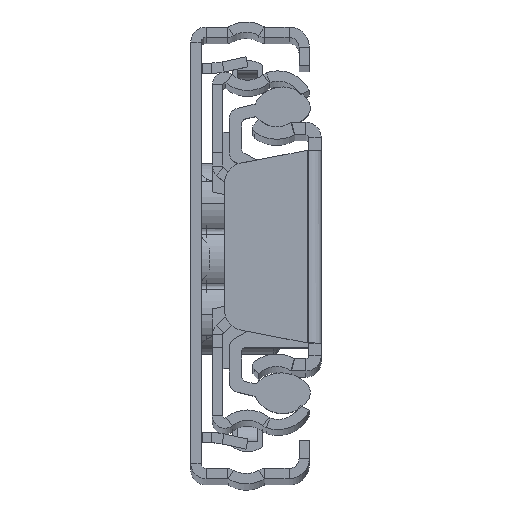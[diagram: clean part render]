
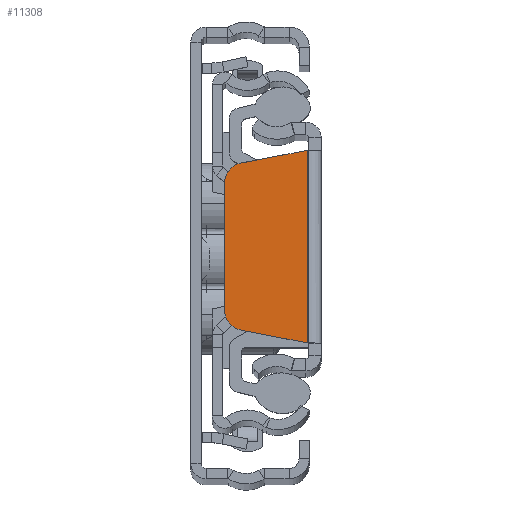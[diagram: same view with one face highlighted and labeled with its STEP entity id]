
A CAD part, top view. The second image highlights one B-rep face of the part: STEP entity #11308.
In plain terms, the highlighted planar face has unit normal (0, 0, 1).
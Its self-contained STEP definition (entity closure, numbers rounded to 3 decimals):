
#485 = CARTESIAN_POINT ( 'NONE',  ( -7.778, -8.147, 0. ) ) ;
#605 = VECTOR ( 'NONE', #2170, 1000. ) ;
#1033 = DIRECTION ( 'NONE',  ( 0.982, -0.189, 0. ) ) ;
#2085 = DIRECTION ( 'NONE',  ( -1., 0., 0. ) ) ;
#2170 = DIRECTION ( 'NONE',  ( 0., -1., 0. ) ) ;
#2595 = VERTEX_POINT ( 'NONE', #21822 ) ;
#2758 = CIRCLE ( 'NONE', #18538, 2. ) ;
#3136 = ORIENTED_EDGE ( 'NONE', *, *, #11355, .T. ) ;
#3175 = CIRCLE ( 'NONE', #4947, 2. ) ;
#3560 = ORIENTED_EDGE ( 'NONE', *, *, #9364, .T. ) ;
#3634 = CARTESIAN_POINT ( 'NONE',  ( -9.401, 0., 0. ) ) ;
#3759 = CARTESIAN_POINT ( 'NONE',  ( -1.36, -9.379, 0. ) ) ;
#3955 = LINE ( 'NONE', #3634, #7291 ) ;
#3971 = ORIENTED_EDGE ( 'NONE', *, *, #8375, .T. ) ;
#4391 = DIRECTION ( 'NONE',  ( -0.982, -0.189, 0. ) ) ;
#4947 = AXIS2_PLACEMENT_3D ( 'NONE', #9510, #11070, #5923 ) ;
#5019 = VERTEX_POINT ( 'NONE', #21981 ) ;
#5592 = VERTEX_POINT ( 'NONE', #8108 ) ;
#5923 = DIRECTION ( 'NONE',  ( -1., 0., 0. ) ) ;
#6089 = CARTESIAN_POINT ( 'NONE',  ( -1.786, 9.298, 0. ) ) ;
#6780 = CARTESIAN_POINT ( 'NONE',  ( 0., 0., 0. ) ) ;
#7291 = VECTOR ( 'NONE', #15835, 1000. ) ;
#7459 = CARTESIAN_POINT ( 'NONE',  ( -1.786, -9.298, 0. ) ) ;
#8108 = CARTESIAN_POINT ( 'NONE',  ( -9.401, 6.183, 0. ) ) ;
#8375 = EDGE_CURVE ( 'NONE', #2595, #20899, #3175, .T. ) ;
#8994 = VERTEX_POINT ( 'NONE', #11928 ) ;
#9364 = EDGE_CURVE ( 'NONE', #5019, #5592, #2758, .T. ) ;
#9510 = CARTESIAN_POINT ( 'NONE',  ( -7.401, -6.183, 0. ) ) ;
#10158 = FACE_OUTER_BOUND ( 'NONE', #19585, .T. ) ;
#11070 = DIRECTION ( 'NONE',  ( 0., 0., 1. ) ) ;
#11308 = ADVANCED_FACE ( 'NONE', ( #10158 ), #15285, .F. ) ;
#11355 = EDGE_CURVE ( 'NONE', #5592, #2595, #3955, .T. ) ;
#11793 = VECTOR ( 'NONE', #1033, 1000. ) ;
#11928 = CARTESIAN_POINT ( 'NONE',  ( -1.36, -9.379, 0. ) ) ;
#13621 = DIRECTION ( 'NONE',  ( 0., 0., -1. ) ) ;
#13763 = ORIENTED_EDGE ( 'NONE', *, *, #18244, .T. ) ;
#14284 = LINE ( 'NONE', #6089, #18614 ) ;
#14710 = LINE ( 'NONE', #7459, #11793 ) ;
#14860 = ORIENTED_EDGE ( 'NONE', *, *, #16632, .F. ) ;
#15285 = PLANE ( 'NONE',  #18775 ) ;
#15835 = DIRECTION ( 'NONE',  ( 0., -1., 0. ) ) ;
#15996 = DIRECTION ( 'NONE',  ( 0., 0., 1. ) ) ;
#16376 = CARTESIAN_POINT ( 'NONE',  ( -1.36, 9.379, 0. ) ) ;
#16632 = EDGE_CURVE ( 'NONE', #21483, #8994, #19130, .T. ) ;
#18241 = ORIENTED_EDGE ( 'NONE', *, *, #18316, .T. ) ;
#18244 = EDGE_CURVE ( 'NONE', #20899, #8994, #14710, .T. ) ;
#18316 = EDGE_CURVE ( 'NONE', #21483, #5019, #14284, .T. ) ;
#18538 = AXIS2_PLACEMENT_3D ( 'NONE', #20861, #15996, #2085 ) ;
#18614 = VECTOR ( 'NONE', #4391, 1000. ) ;
#18775 = AXIS2_PLACEMENT_3D ( 'NONE', #6780, #13621, #20487 ) ;
#19130 = LINE ( 'NONE', #3759, #605 ) ;
#19585 = EDGE_LOOP ( 'NONE', ( #3136, #3971, #13763, #14860, #18241, #3560 ) ) ;
#20487 = DIRECTION ( 'NONE',  ( -1., 0., 0. ) ) ;
#20861 = CARTESIAN_POINT ( 'NONE',  ( -7.401, 6.183, 0. ) ) ;
#20899 = VERTEX_POINT ( 'NONE', #485 ) ;
#21483 = VERTEX_POINT ( 'NONE', #16376 ) ;
#21822 = CARTESIAN_POINT ( 'NONE',  ( -9.401, -6.183, 0. ) ) ;
#21981 = CARTESIAN_POINT ( 'NONE',  ( -7.778, 8.147, 0. ) ) ;
